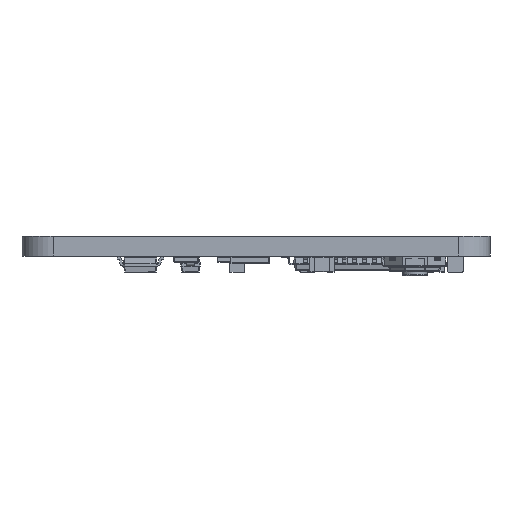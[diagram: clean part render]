
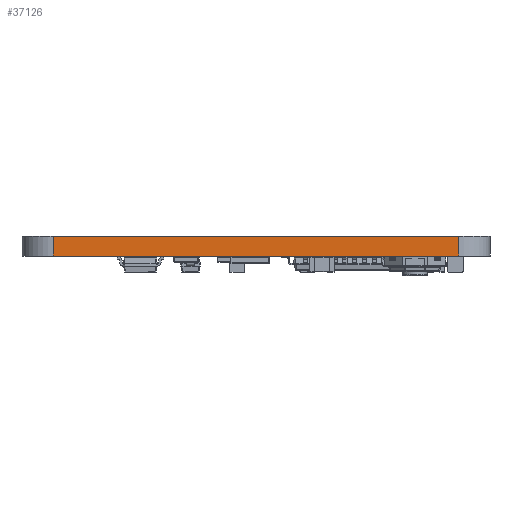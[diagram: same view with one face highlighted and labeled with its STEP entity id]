
A CAD part, left-side view. The second image highlights one B-rep face of the part: STEP entity #37126.
In plain terms, the highlighted planar face has unit normal (-1, 0, 0).
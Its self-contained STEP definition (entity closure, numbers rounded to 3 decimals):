
#36388 = VERTEX_POINT('',#36389);
#36389 = CARTESIAN_POINT('',(50.317,-89.8,0.));
#36396 = EDGE_CURVE('',#36388,#36397,#36399,.T.);
#36397 = VERTEX_POINT('',#36398);
#36398 = CARTESIAN_POINT('',(50.323,-56.77,0.));
#36399 = LINE('',#36400,#36401);
#36400 = CARTESIAN_POINT('',(50.317,-89.8,0.));
#36401 = VECTOR('',#36402,1.);
#36402 = DIRECTION('',(0.,1.,0.));
#36752 = VERTEX_POINT('',#36753);
#36753 = CARTESIAN_POINT('',(50.317,-89.8,1.6));
#36760 = EDGE_CURVE('',#36752,#36761,#36763,.T.);
#36761 = VERTEX_POINT('',#36762);
#36762 = CARTESIAN_POINT('',(50.323,-56.77,1.6));
#36763 = LINE('',#36764,#36765);
#36764 = CARTESIAN_POINT('',(50.317,-89.8,1.6));
#36765 = VECTOR('',#36766,1.);
#36766 = DIRECTION('',(0.,1.,0.));
#37096 = EDGE_CURVE('',#36397,#36761,#37097,.T.);
#37097 = LINE('',#37098,#37099);
#37098 = CARTESIAN_POINT('',(50.323,-56.77,0.));
#37099 = VECTOR('',#37100,1.);
#37100 = DIRECTION('',(0.,0.,1.));
#37126 = ADVANCED_FACE('',(#37127),#37138,.T.);
#37127 = FACE_BOUND('',#37128,.T.);
#37128 = EDGE_LOOP('',(#37129,#37135,#37136,#37137));
#37129 = ORIENTED_EDGE('',*,*,#37130,.T.);
#37130 = EDGE_CURVE('',#36388,#36752,#37131,.T.);
#37131 = LINE('',#37132,#37133);
#37132 = CARTESIAN_POINT('',(50.317,-89.8,0.));
#37133 = VECTOR('',#37134,1.);
#37134 = DIRECTION('',(0.,0.,1.));
#37135 = ORIENTED_EDGE('',*,*,#36760,.T.);
#37136 = ORIENTED_EDGE('',*,*,#37096,.F.);
#37137 = ORIENTED_EDGE('',*,*,#36396,.F.);
#37138 = PLANE('',#37139);
#37139 = AXIS2_PLACEMENT_3D('',#37140,#37141,#37142);
#37140 = CARTESIAN_POINT('',(50.317,-89.8,0.));
#37141 = DIRECTION('',(-1.,0.,0.));
#37142 = DIRECTION('',(0.,1.,0.));
